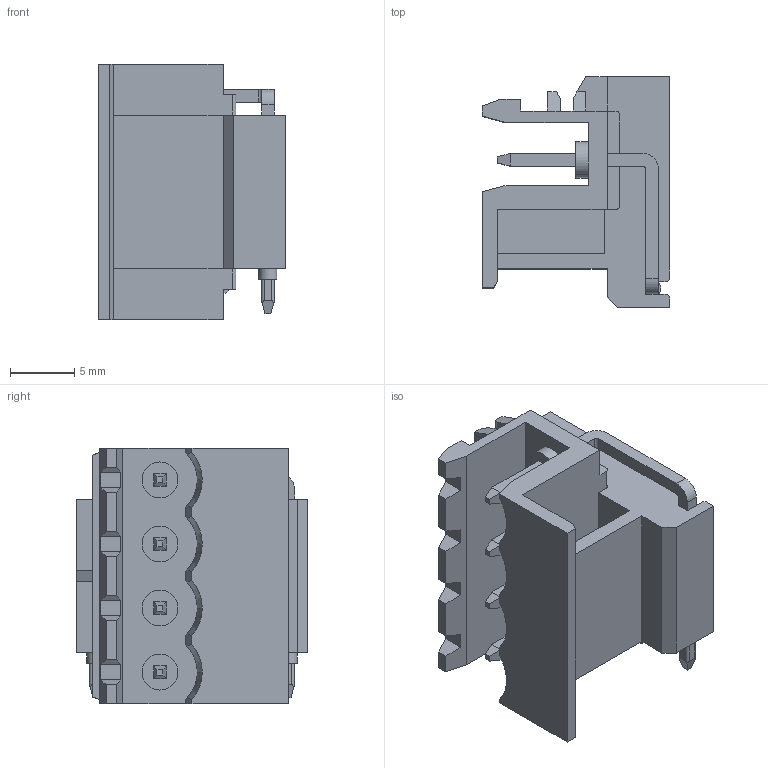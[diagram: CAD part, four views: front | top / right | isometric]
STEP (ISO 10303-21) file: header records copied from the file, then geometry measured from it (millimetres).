
FILE_DESCRIPTION (( 'STEP AP214' ), '1' );
FILE_NAME ('Îòâåòíàÿ ÷àñòü - MSTBO 2,5 4-G1L KMGY - 2907774.stp', '2017-10-17T23:22:47', ( '' ), ( '' ), 'SwSTEP 2.0', 'SolidWorks 2016', '' );
FILE_SCHEMA (( 'AUTOMOTIVE_DESIGN' ));
Length unit declared in the file: millimetre
Products named in the file (2): Îòâåòíàÿ ÷àñòü - MSTBO 2,5 4-G1L KMGY - 2907774; MSTBO_2_5_4-G1L_H.Select__00364411
Assembly tree (1 placements, depth 2):
  Îòâåòíàÿ ÷àñòü - MSTBO 2,5 4-G1L KMGY - 2907774
    MSTBO_2_5_4-G1L_H.Select__00364411
Bounding box: 14.65 x 18 x 19.95 mm (x, y, z)
Surface area: 2553.2 mm2 (no closed solid volume)
Topology: 0 solids, 1 shells, 266 faces, 726 edges, 472 vertices
Faces by surface type: plane 206, cylinder 52, cone 8
Entity records: 11295 total; most frequent: CARTESIAN_POINT 1612, ORIENTED_EDGE 1452, DIRECTION 1330, EDGE_CURVE 726, VECTOR 566, LINE 566, VERTEX_POINT 472, AXIS2_PLACEMENT_3D 382
